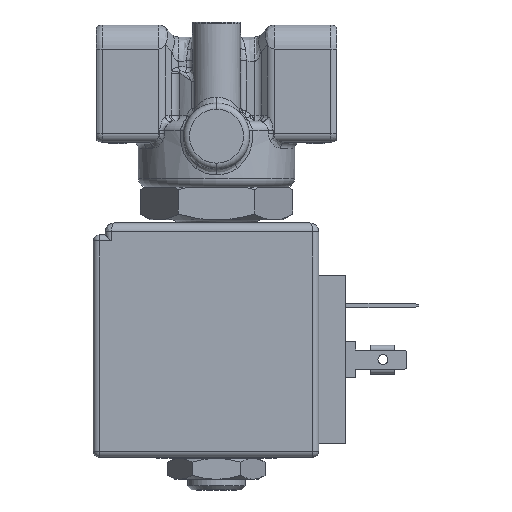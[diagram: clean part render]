
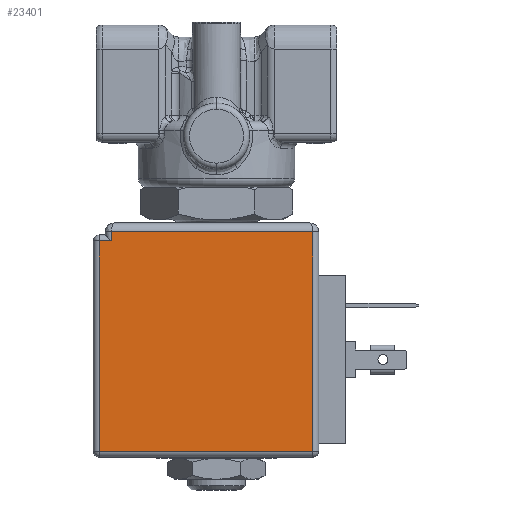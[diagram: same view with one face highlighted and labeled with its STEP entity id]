
A CAD part, front view. The second image highlights one B-rep face of the part: STEP entity #23401.
In plain terms, the highlighted face is planar.
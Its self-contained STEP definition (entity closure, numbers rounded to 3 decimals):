
#20815=DIRECTION('',(1.,0.,0.));
#20816=VECTOR('',#20815,33.5);
#20817=CARTESIAN_POINT('',(-16.,-3.5,
15.));
#20818=LINE('',#20817,#20816);
#20822=DIRECTION('',(0.,1.,0.));
#20823=VECTOR('',#20822,36.5);
#20824=CARTESIAN_POINT('',(-16.,-3.5,
15.));
#20825=LINE('',#20824,#20823);
#20829=DIRECTION('',(-1.,0.,0.));
#20830=VECTOR('',#20829,35.5);
#20831=CARTESIAN_POINT('',(19.5,33.,15.));
#20832=LINE('',#20831,#20830);
#20836=DIRECTION('',(0.,1.,0.));
#20837=VECTOR('',#20836,35.);
#20838=CARTESIAN_POINT('',(19.5,-2.,15.));
#20839=LINE('',#20838,#20837);
#20843=DIRECTION('',(1.,0.,0.));
#20844=VECTOR('',#20843,2.);
#20845=CARTESIAN_POINT('',(17.5,-2.,15.));
#20846=LINE('',#20845,#20844);
#20850=DIRECTION('',(0.,1.,0.));
#20851=VECTOR('',#20850,1.5);
#20852=CARTESIAN_POINT('',(17.5,-3.5,
15.));
#20853=LINE('',#20852,#20851);
#20931=CARTESIAN_POINT('',(17.5,-2.,15.));
#22690=CARTESIAN_POINT('',(-16.,-3.5,
15.));
#22691=CARTESIAN_POINT('',(17.5,-3.5,
15.));
#22692=VERTEX_POINT('',#22690);
#22693=VERTEX_POINT('',#22691);
#22708=CARTESIAN_POINT('',(-16.,33.,15.));
#22709=VERTEX_POINT('',#22708);
#22718=CARTESIAN_POINT('',(19.5,33.,15.));
#22719=VERTEX_POINT('',#22718);
#22732=CARTESIAN_POINT('',(19.5,-2.,15.));
#22733=VERTEX_POINT('',#22732);
#22735=VERTEX_POINT('',#20931);
#23383=CARTESIAN_POINT('',(0.,34.,15.));
#23384=DIRECTION('',(0.,0.,1.));
#23385=DIRECTION('',(1.,0.,0.));
#23386=AXIS2_PLACEMENT_3D('',#23383,#23384,#23385);
#23387=PLANE('',#23386);
#23389=ORIENTED_EDGE('',*,*,#23388,.F.);
#23390=ORIENTED_EDGE('',*,*,#23371,.T.);
#23392=ORIENTED_EDGE('',*,*,#23391,.F.);
#23394=ORIENTED_EDGE('',*,*,#23393,.F.);
#23396=ORIENTED_EDGE('',*,*,#23395,.F.);
#23398=ORIENTED_EDGE('',*,*,#23397,.F.);
#23399=EDGE_LOOP('',(#23389,#23390,#23392,#23394,#23396,#23398));
#23400=FACE_OUTER_BOUND('',#23399,.F.);
#23401=ADVANCED_FACE('',(#23400),#23387,.T.);
#23371=EDGE_CURVE('',#22692,#22709,#20825,.T.);
#23388=EDGE_CURVE('',#22692,#22693,#20818,.T.);
#23391=EDGE_CURVE('',#22719,#22709,#20832,.T.);
#23393=EDGE_CURVE('',#22733,#22719,#20839,.T.);
#23395=EDGE_CURVE('',#22735,#22733,#20846,.T.);
#23397=EDGE_CURVE('',#22693,#22735,#20853,.T.);
